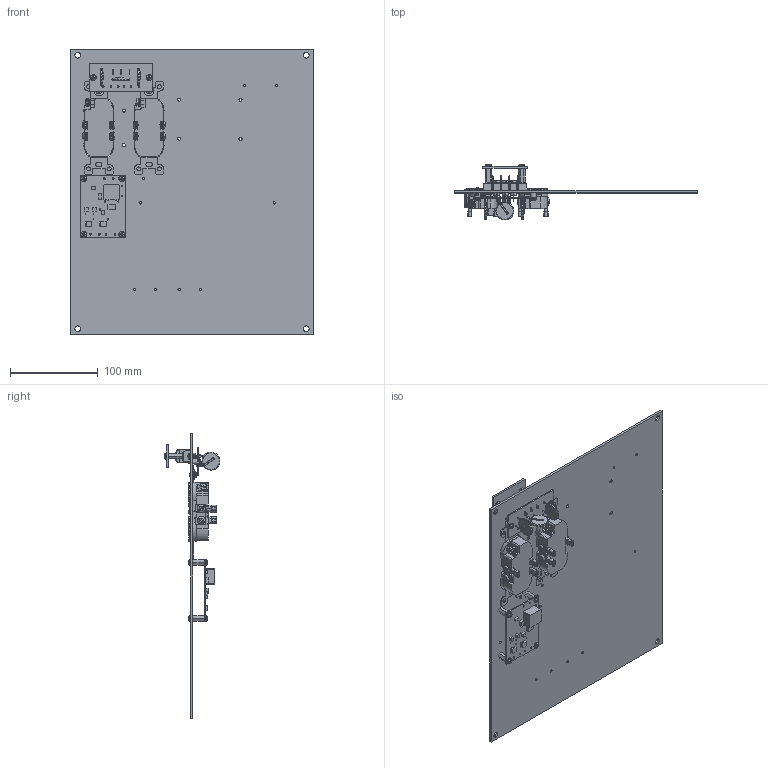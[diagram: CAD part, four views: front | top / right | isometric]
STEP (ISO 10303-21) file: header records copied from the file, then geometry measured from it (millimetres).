
FILE_DESCRIPTION (( 'STEP AP214' ), '1' );
FILE_NAME ('TEF14-RP10FSD_3D.STEP', '2020-04-15T17:34:12', ( '' ), ( '' ), 'SwSTEP 2.0', 'SolidWorks 2018', '' );
FILE_SCHEMA (( 'AUTOMOTIVE_DESIGN' ));
Length unit declared in the file: inch
Products named in the file (18): XF797-02; XFS-0017; XMH-0010; XFN-0013; XCTB-0002; XCT-0010; XF451-01; TEF14-RP10FSD_3D; XFN-0021; X-ASSY-HYP283_SOLID; XLBL-F704-UL_With Actual Text; 1AW05-083_With Actual Text; 1AW05-082_With Actual Text; XFW-0004; XFN-0022; X-ASSY-HYP285-1; XERZ-V20D241; X-PCB-HYP285
Assembly tree (47 placements, depth 3):
  TEF14-RP10FSD_3D
    XF451-01
    XCT-0010  x6
    XCTB-0002
    XFN-0013  x2
    XMH-0010  x2
    XFS-0017  x17
    XF797-02
    X-ASSY-HYP285-1
      X-PCB-HYP285
      XERZ-V20D241  x3
    XFN-0022  x2
    XFW-0004  x2
    1AW05-082_With Actual Text
    1AW05-083_With Actual Text
    XLBL-F704-UL_With Actual Text
    X-ASSY-HYP283_SOLID
    XFN-0021  x4
Bounding box: 275.59 x 63.6 x 323.85 mm (x, y, z)
Volume: 329396.9 mm3; surface area: 239339.4 mm2
Topology: 46 solids, 46 shells, 3137 faces, 7855 edges, 4949 vertices
Faces by surface type: plane 1612, cylinder 564, cone 523, bspline 310, torus 106, sphere 22
Full cylindrical faces by diameter (mm): 0.457 x10, 0.914 x18, 1.102 x1, 1.27 x10, 1.397 x6, 1.778 x12, 2.705 x18, 3.429 x2, 3.556 x9, 3.683 x2, 3.81 x6, 3.886 x8, 3.934 x1, 3.962 x2, 4.064 x2, 4.47 x2, 4.572 x10, 5.08 x2, 6.35 x6, 6.667 x3, 6.858 x17, 7.163 x3, 7.62 x3, 8.915 x8, 11.176 x2, 20.32 x3
Entity records: 81637 total; most frequent: CARTESIAN_POINT 25226, ORIENTED_EDGE 8192, DIRECTION 7077, EDGE_CURVE 4096, VERTEX_POINT 2783, LINE 2609, VECTOR 2609, EDGE_LOOP 2239
